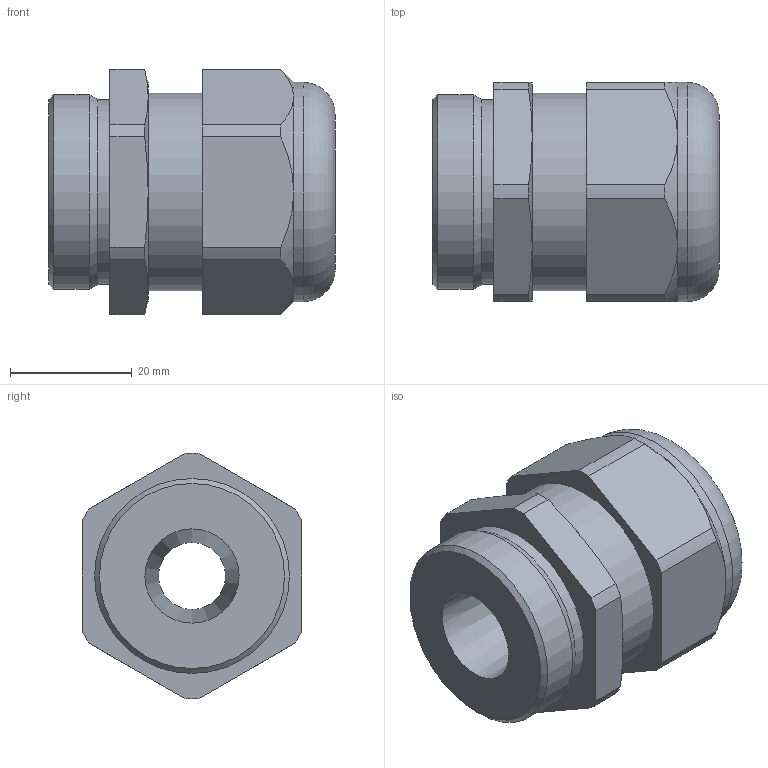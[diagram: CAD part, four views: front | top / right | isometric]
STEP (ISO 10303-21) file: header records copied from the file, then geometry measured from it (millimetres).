
FILE_DESCRIPTION( ( 'STEP AP214' ), '1' );
FILE_NAME( 'SKINTOP ST-M 32x1,5 Art. Nr. 53111040(F=11).stp', '2020-06-03T06:39:41', ( 'License CC BY-ND 4.0' ), ( 'CADENAS' ), ' ', 'PARTsolutions', ' ' );
FILE_SCHEMA( ( 'AUTOMOTIVE_DESIGN { 1 0 10303 214 1 1 1 1 }' ) );
Length unit declared in the file: millimetre
Products named in the file (1): _SKINTOP ST-M 32x1,5      Art. Nr. 53111040(F=11)
Bounding box: 47 x 36 x 40.29 mm (x, y, z)
Volume: 39285.8 mm3; surface area: 9367.4 mm2
Topology: 1 solids, 1 shells, 76 faces, 190 edges, 121 vertices
Faces by surface type: plane 33, cylinder 27, cone 15, torus 1
Full cylindrical faces by diameter (mm): 11 x1, 30.38 x1, 32 x1, 32.4 x1, 36 x1
Entity records: 2944 total; most frequent: CARTESIAN_POINT 529, DIRECTION 378, ORIENTED_EDGE 360, EDGE_CURVE 180, AXIS2_PLACEMENT_3D 145, VERTEX_POINT 120, EDGE_LOOP 92, LINE 88
